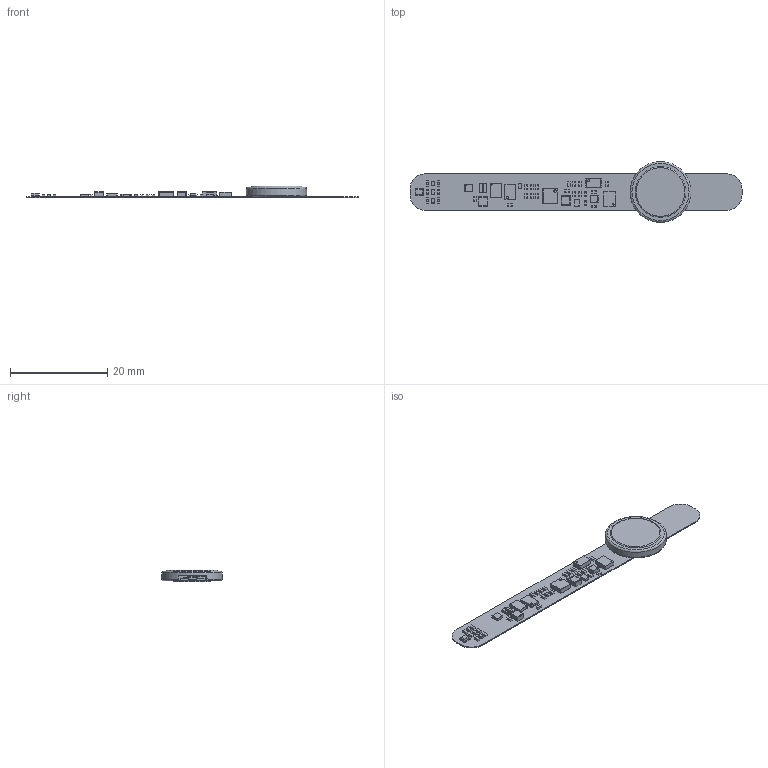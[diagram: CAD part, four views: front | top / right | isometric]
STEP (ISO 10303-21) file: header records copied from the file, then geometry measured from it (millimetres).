
FILE_DESCRIPTION(('Open CASCADE Model'),'2;1');
FILE_NAME('Open CASCADE Shape Model','2020-09-23T19:52:41',('Author'),( 'Open CASCADE'),'Open CASCADE STEP processor 6.8','Open CASCADE 6.8' ,'Unknown');
FILE_SCHEMA(('AUTOMOTIVE_DESIGN { 1 0 10303 214 1 1 1 1 }'));
Length unit declared in the file: millimetre
Products named in the file (103): PCB; Board; BAT1; LIR1220; U7; PCA9570GMH; R15; 543069536; Extruded; 543069408; R14; R13; R12; R11; R2; Q5; 535755864; Body; bigPin; smallPine; Q4; Q3; C1; 543069024; C2; C3; C4; C5; C6; 543069280; 543068896; C7; C8; C9; D1; APTF1616; L1; 535754424; Terminal; Open_CASCADE_STEP_translator_6.8_27.1.1 ...
Assembly tree (204 placements, depth 5):
  PCB
    Board
    BAT1
      LIR1220
    U7
      PCA9570GMH
    R15
      543069536  x2
        Extruded
      543069408
        Extruded
    R14
      543069536  x2
        Extruded
      543069408
        Extruded
    R13
      543069536  x2
        Extruded
      543069408
        Extruded
    R12
      543069536  x2
        Extruded
      543069408
        Extruded
    R11
      543069536  x2
        Extruded
      543069408
        Extruded
    R2
      543069536  x2
        Extruded
      543069408
        Extruded
    Q5
      535755864
        Body
        bigPin
        smallPine  x2
    Q4
      535755864
        Body
        bigPin
        smallPine  x2
    Q3
      535755864
        Body
        bigPin
        smallPine  x2
    C1
      543069536  x2
        Extruded
      543069024
        Extruded
    C2
      543069536  x2
        Extruded
      543069024
Bounding box: 68.25 x 12.5 x 2.38 mm (x, y, z)
Volume: 425.7 mm3; surface area: 1677.1 mm2
Topology: 145 solids, 150 shells, 1409 faces, 2963 edges, 1833 vertices
Faces by surface type: plane 1151, cylinder 143, bspline 65, sphere 38, torus 12
Full cylindrical faces by diameter (mm): 0.131 x1, 0.194 x1, 0.2 x1, 0.25 x1, 0.295 x1, 0.375 x1, 0.388 x1, 0.5 x1, 12.5 x1
Entity records: 18120 total; most frequent: CARTESIAN_POINT 3809, DIRECTION 2618, ORIENTED_EDGE 2301, EDGE_CURVE 1153, AXIS2_PLACEMENT_3D 919, LINE 780, VECTOR 780, VERTEX_POINT 718
